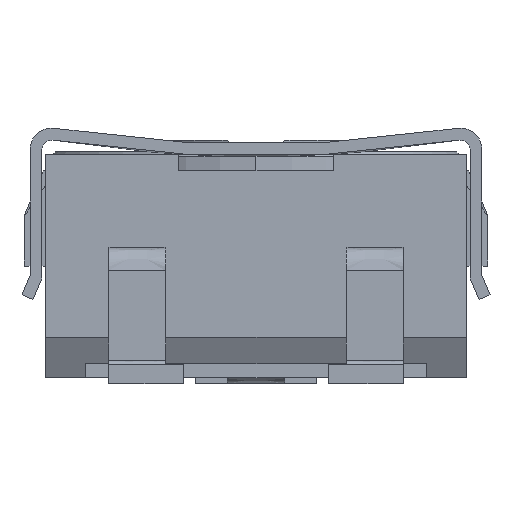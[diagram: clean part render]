
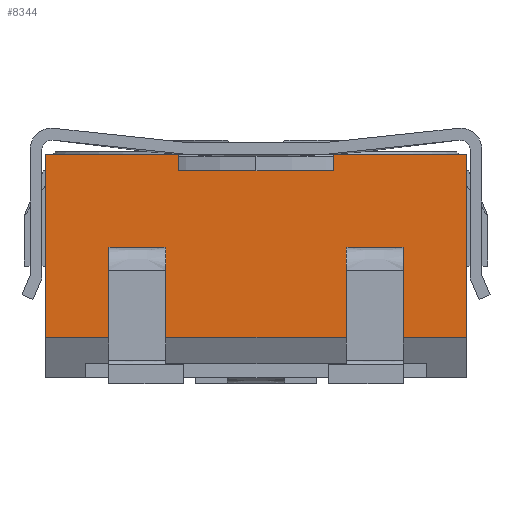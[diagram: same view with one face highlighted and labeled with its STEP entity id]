
A CAD part, front view. The second image highlights one B-rep face of the part: STEP entity #8344.
In plain terms, the highlighted free-form (B-spline) face has degree [1, 1] with [2, 2] control points.
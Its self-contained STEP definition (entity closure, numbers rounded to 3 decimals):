
#6916 = VERTEX_POINT('',#6917);
#6917 = CARTESIAN_POINT('',(-2.248,-2.25,
    0.495));
#6923 = EDGE_CURVE('',#6916,#6924,#6926,.T.);
#6924 = VERTEX_POINT('',#6925);
#6925 = CARTESIAN_POINT('',(-2.248,-2.25,
    2.451));
#6926 = LINE('',#6927,#6928);
#6927 = CARTESIAN_POINT('',(-2.248,-2.25,
    0.495));
#6928 = VECTOR('',#6929,1.);
#6929 = DIRECTION('',(0.,0.,1.));
#7191 = VERTEX_POINT('',#7192);
#7192 = CARTESIAN_POINT('',(2.248,-2.25,
    2.451));
#7198 = EDGE_CURVE('',#7191,#7199,#7201,.T.);
#7199 = VERTEX_POINT('',#7200);
#7200 = CARTESIAN_POINT('',(2.248,-2.25,
    0.495));
#7201 = LINE('',#7202,#7203);
#7202 = CARTESIAN_POINT('',(2.248,-2.25,
    2.451));
#7203 = VECTOR('',#7204,1.);
#7204 = DIRECTION('',(0.,0.,-1.));
#8309 = EDGE_CURVE('',#6916,#7199,#8310,.T.);
#8310 = LINE('',#8311,#8312);
#8311 = CARTESIAN_POINT('',(-2.248,-2.25,
    0.495));
#8312 = VECTOR('',#8313,1.);
#8313 = DIRECTION('',(1.,0.,0.));
#8344 = ADVANCED_FACE('',(#8345,#8388,#8418),#8448,.T.);
#8345 = FACE_BOUND('',#8346,.T.);
#8346 = EDGE_LOOP('',(#8347,#8348,#8356,#8364,#8372,#8380,#8386,#8387));
#8347 = ORIENTED_EDGE('',*,*,#7198,.F.);
#8348 = ORIENTED_EDGE('',*,*,#8349,.F.);
#8349 = EDGE_CURVE('',#8350,#7191,#8352,.T.);
#8350 = VERTEX_POINT('',#8351);
#8351 = CARTESIAN_POINT('',(0.825,-2.25,
    2.451));
#8352 = LINE('',#8353,#8354);
#8353 = CARTESIAN_POINT('',(0.825,-2.25,
    2.451));
#8354 = VECTOR('',#8355,1.);
#8355 = DIRECTION('',(1.,0.,0.));
#8356 = ORIENTED_EDGE('',*,*,#8357,.F.);
#8357 = EDGE_CURVE('',#8358,#8350,#8360,.T.);
#8358 = VERTEX_POINT('',#8359);
#8359 = CARTESIAN_POINT('',(0.825,-2.25,
    2.273));
#8360 = LINE('',#8361,#8362);
#8361 = CARTESIAN_POINT('',(0.825,-2.25,
    2.273));
#8362 = VECTOR('',#8363,1.);
#8363 = DIRECTION('',(0.,0.,1.));
#8364 = ORIENTED_EDGE('',*,*,#8365,.F.);
#8365 = EDGE_CURVE('',#8366,#8358,#8368,.T.);
#8366 = VERTEX_POINT('',#8367);
#8367 = CARTESIAN_POINT('',(-0.826,-2.25,
    2.273));
#8368 = LINE('',#8369,#8370);
#8369 = CARTESIAN_POINT('',(-0.826,-2.25,
    2.273));
#8370 = VECTOR('',#8371,1.);
#8371 = DIRECTION('',(1.,0.,0.));
#8372 = ORIENTED_EDGE('',*,*,#8373,.T.);
#8373 = EDGE_CURVE('',#8366,#8374,#8376,.T.);
#8374 = VERTEX_POINT('',#8375);
#8375 = CARTESIAN_POINT('',(-0.826,-2.25,
    2.451));
#8376 = LINE('',#8377,#8378);
#8377 = CARTESIAN_POINT('',(-0.826,-2.25,
    2.273));
#8378 = VECTOR('',#8379,1.);
#8379 = DIRECTION('',(0.,0.,1.));
#8380 = ORIENTED_EDGE('',*,*,#8381,.F.);
#8381 = EDGE_CURVE('',#6924,#8374,#8382,.T.);
#8382 = LINE('',#8383,#8384);
#8383 = CARTESIAN_POINT('',(-2.248,-2.25,
    2.451));
#8384 = VECTOR('',#8385,1.);
#8385 = DIRECTION('',(1.,0.,0.));
#8386 = ORIENTED_EDGE('',*,*,#6923,.F.);
#8387 = ORIENTED_EDGE('',*,*,#8309,.T.);
#8388 = FACE_BOUND('',#8389,.T.);
#8389 = EDGE_LOOP('',(#8390,#8399,#8406,#8413));
#8390 = ORIENTED_EDGE('',*,*,#8391,.F.);
#8391 = EDGE_CURVE('',#8392,#8394,#8396,.T.);
#8392 = VERTEX_POINT('',#8393);
#8393 = CARTESIAN_POINT('',(-0.965,-2.25,1.46
    ));
#8394 = VERTEX_POINT('',#8395);
#8395 = CARTESIAN_POINT('',(-1.575,-2.25,1.46
    ));
#8396 = B_SPLINE_CURVE_WITH_KNOTS('',1,(#8397,#8398),.UNSPECIFIED.,.F.,
  .F.,(2,2),(0.,1.),.PIECEWISE_BEZIER_KNOTS.);
#8397 = CARTESIAN_POINT('',(-0.965,-2.25,1.46
    ));
#8398 = CARTESIAN_POINT('',(-1.575,-2.25,1.46
    ));
#8399 = ORIENTED_EDGE('',*,*,#8400,.F.);
#8400 = EDGE_CURVE('',#8401,#8392,#8403,.T.);
#8401 = VERTEX_POINT('',#8402);
#8402 = CARTESIAN_POINT('',(-0.965,-2.25,
    1.257));
#8403 = B_SPLINE_CURVE_WITH_KNOTS('',1,(#8404,#8405),.UNSPECIFIED.,.F.,
  .F.,(2,2),(0.,1.),.PIECEWISE_BEZIER_KNOTS.);
#8404 = CARTESIAN_POINT('',(-0.965,-2.25,
    0.495));
#8405 = CARTESIAN_POINT('',(-0.965,-2.25,
    1.461));
#8406 = ORIENTED_EDGE('',*,*,#8407,.T.);
#8407 = EDGE_CURVE('',#8401,#8408,#8410,.T.);
#8408 = VERTEX_POINT('',#8409);
#8409 = CARTESIAN_POINT('',(-1.575,-2.25,
    1.257));
#8410 = B_SPLINE_CURVE_WITH_KNOTS('',1,(#8411,#8412),.UNSPECIFIED.,.F.,
  .F.,(2,2),(0.,1.),.PIECEWISE_BEZIER_KNOTS.);
#8411 = CARTESIAN_POINT('',(-0.965,-2.25,
    1.257));
#8412 = CARTESIAN_POINT('',(-1.575,-2.25,
    1.257));
#8413 = ORIENTED_EDGE('',*,*,#8414,.F.);
#8414 = EDGE_CURVE('',#8394,#8408,#8415,.T.);
#8415 = B_SPLINE_CURVE_WITH_KNOTS('',1,(#8416,#8417),.UNSPECIFIED.,.F.,
  .F.,(2,2),(0.,1.),.PIECEWISE_BEZIER_KNOTS.);
#8416 = CARTESIAN_POINT('',(-1.575,-2.25,
    1.461));
#8417 = CARTESIAN_POINT('',(-1.575,-2.25,
    0.495));
#8418 = FACE_BOUND('',#8419,.T.);
#8419 = EDGE_LOOP('',(#8420,#8429,#8436,#8443));
#8420 = ORIENTED_EDGE('',*,*,#8421,.F.);
#8421 = EDGE_CURVE('',#8422,#8424,#8426,.T.);
#8422 = VERTEX_POINT('',#8423);
#8423 = CARTESIAN_POINT('',(1.575,-2.25,1.46)
  );
#8424 = VERTEX_POINT('',#8425);
#8425 = CARTESIAN_POINT('',(0.965,-2.25,1.46)
  );
#8426 = B_SPLINE_CURVE_WITH_KNOTS('',1,(#8427,#8428),.UNSPECIFIED.,.F.,
  .F.,(2,2),(0.,1.),.PIECEWISE_BEZIER_KNOTS.);
#8427 = CARTESIAN_POINT('',(1.575,-2.25,1.46)
  );
#8428 = CARTESIAN_POINT('',(0.965,-2.25,1.46)
  );
#8429 = ORIENTED_EDGE('',*,*,#8430,.F.);
#8430 = EDGE_CURVE('',#8431,#8422,#8433,.T.);
#8431 = VERTEX_POINT('',#8432);
#8432 = CARTESIAN_POINT('',(1.575,-2.25,
    1.257));
#8433 = B_SPLINE_CURVE_WITH_KNOTS('',1,(#8434,#8435),.UNSPECIFIED.,.F.,
  .F.,(2,2),(0.,1.),.PIECEWISE_BEZIER_KNOTS.);
#8434 = CARTESIAN_POINT('',(1.575,-2.25,
    0.495));
#8435 = CARTESIAN_POINT('',(1.575,-2.25,
    1.461));
#8436 = ORIENTED_EDGE('',*,*,#8437,.T.);
#8437 = EDGE_CURVE('',#8431,#8438,#8440,.T.);
#8438 = VERTEX_POINT('',#8439);
#8439 = CARTESIAN_POINT('',(0.965,-2.25,
    1.257));
#8440 = B_SPLINE_CURVE_WITH_KNOTS('',1,(#8441,#8442),.UNSPECIFIED.,.F.,
  .F.,(2,2),(0.,1.),.PIECEWISE_BEZIER_KNOTS.);
#8441 = CARTESIAN_POINT('',(1.575,-2.25,
    1.257));
#8442 = CARTESIAN_POINT('',(0.965,-2.25,
    1.257));
#8443 = ORIENTED_EDGE('',*,*,#8444,.F.);
#8444 = EDGE_CURVE('',#8424,#8438,#8445,.T.);
#8445 = B_SPLINE_CURVE_WITH_KNOTS('',1,(#8446,#8447),.UNSPECIFIED.,.F.,
  .F.,(2,2),(0.,1.),.PIECEWISE_BEZIER_KNOTS.);
#8446 = CARTESIAN_POINT('',(0.965,-2.25,
    1.461));
#8447 = CARTESIAN_POINT('',(0.965,-2.25,
    0.495));
#8448 = B_SPLINE_SURFACE_WITH_KNOTS('',1,1,(
    (#8449,#8450)
    ,(#8451,#8452
    )),.UNSPECIFIED.,.F.,.F.,.F.,(2,2),(2,2),(0.,
    0.177),(0.017,0.094),
  .PIECEWISE_BEZIER_KNOTS.);
#8449 = CARTESIAN_POINT('',(-2.249,-2.25,
    0.494));
#8450 = CARTESIAN_POINT('',(-2.249,-2.25,
    2.452));
#8451 = CARTESIAN_POINT('',(2.249,-2.25,
    0.494));
#8452 = CARTESIAN_POINT('',(2.249,-2.25,
    2.452));
